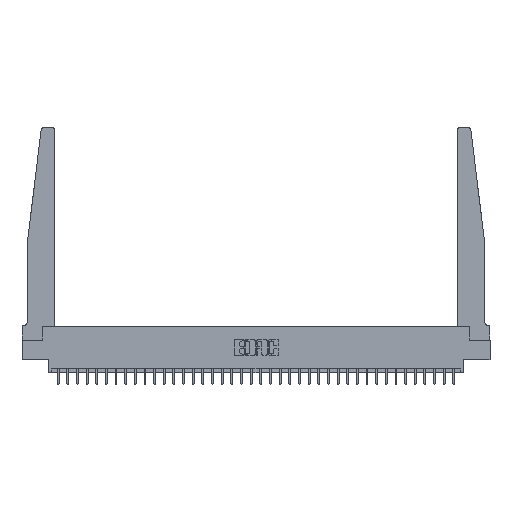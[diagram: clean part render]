
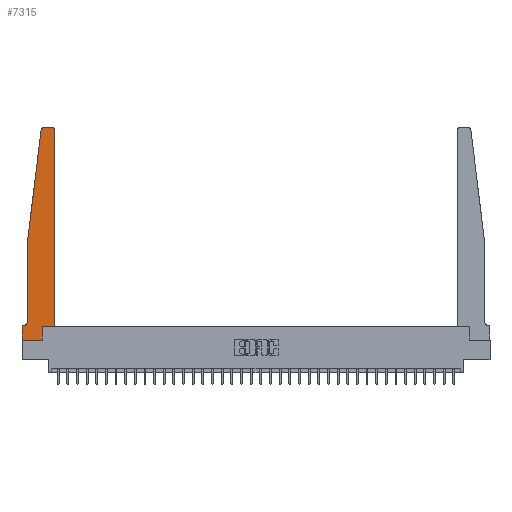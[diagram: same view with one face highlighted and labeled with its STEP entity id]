
A CAD part, top view. The second image highlights one B-rep face of the part: STEP entity #7315.
In plain terms, the highlighted planar face has unit normal (0, 0, 1).
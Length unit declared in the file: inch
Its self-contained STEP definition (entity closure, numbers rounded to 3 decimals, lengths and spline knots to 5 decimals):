
#200 = DIRECTION ( 'NONE',  ( 0., -1., 0. ) ) ;
#212 = LINE ( 'NONE', #30261, #3451 ) ;
#1210 = CARTESIAN_POINT ( 'NONE',  ( 0.065, 0.2375, 0.37 ) ) ;
#1639 = VECTOR ( 'NONE', #15267, 39.37008 ) ;
#2004 = EDGE_CURVE ( 'NONE', #29136, #11270, #28557, .T. ) ;
#2245 = CARTESIAN_POINT ( 'NONE',  ( 0.425, 2.72, 0.37 ) ) ;
#2650 = LINE ( 'NONE', #8122, #27706 ) ;
#3451 = VECTOR ( 'NONE', #200, 39.37008 ) ;
#3658 = ORIENTED_EDGE ( 'NONE', *, *, #30199, .T. ) ;
#3951 = DIRECTION ( 'NONE',  ( 0., 0., 1. ) ) ;
#3997 = LINE ( 'NONE', #30186, #1639 ) ;
#4323 = ORIENTED_EDGE ( 'NONE', *, *, #16941, .T. ) ;
#4345 = CARTESIAN_POINT ( 'NONE',  ( 0.24675, 2.72367, 0.37 ) ) ;
#4490 = EDGE_CURVE ( 'NONE', #28000, #6079, #212, .T. ) ;
#4540 = EDGE_CURVE ( 'NONE', #17970, #18141, #2650, .T. ) ;
#4811 = CARTESIAN_POINT ( 'NONE',  ( 0.395, 2.72, 0.37 ) ) ;
#5093 = VECTOR ( 'NONE', #12768, 39.37008 ) ;
#5186 = CARTESIAN_POINT ( 'NONE',  ( 0.065, 1.25, 0.37 ) ) ;
#5200 = EDGE_LOOP ( 'NONE', ( #5614, #17443, #17971, #9799, #15684, #3658, #8452, #30606, #5857, #23085, #14468, #4323 ) ) ;
#5362 = EDGE_CURVE ( 'NONE', #5492, #29136, #7352, .T. ) ;
#5492 = VERTEX_POINT ( 'NONE', #20070 ) ;
#5614 = ORIENTED_EDGE ( 'NONE', *, *, #5362, .T. ) ;
#5857 = ORIENTED_EDGE ( 'NONE', *, *, #16325, .T. ) ;
#6079 = VERTEX_POINT ( 'NONE', #1210 ) ;
#7036 = EDGE_CURVE ( 'NONE', #21518, #13303, #8432, .T. ) ;
#7315 = ADVANCED_FACE ( 'NONE', ( #25632 ), #18105, .T. ) ;
#7352 = LINE ( 'NONE', #19191, #13235 ) ;
#7369 = DIRECTION ( 'NONE',  ( 1., 0., 0. ) ) ;
#8122 = CARTESIAN_POINT ( 'NONE',  ( 0., 0., 0.37 ) ) ;
#8178 = DIRECTION ( 'NONE',  ( 0., 0., 1. ) ) ;
#8432 = LINE ( 'NONE', #14653, #21742 ) ;
#8452 = ORIENTED_EDGE ( 'NONE', *, *, #4540, .T. ) ;
#9799 = ORIENTED_EDGE ( 'NONE', *, *, #4490, .T. ) ;
#10187 = EDGE_CURVE ( 'NONE', #11270, #28000, #19194, .T. ) ;
#10579 = CARTESIAN_POINT ( 'NONE',  ( 0., 0.1875, 0.37 ) ) ;
#10854 = CARTESIAN_POINT ( 'NONE',  ( 0.425, 0.18, 0.37 ) ) ;
#11270 = VERTEX_POINT ( 'NONE', #4345 ) ;
#11598 = CARTESIAN_POINT ( 'NONE',  ( 0., 0., 0.37 ) ) ;
#11789 = DIRECTION ( 'NONE',  ( -1., 0., 0. ) ) ;
#12524 = CIRCLE ( 'NONE', #30671, 0.05 ) ;
#12597 = DIRECTION ( 'NONE',  ( 0., 0., -1. ) ) ;
#12768 = DIRECTION ( 'NONE',  ( -0.122, -0.992, 0. ) ) ;
#13235 = VECTOR ( 'NONE', #11789, 39.37008 ) ;
#13303 = VERTEX_POINT ( 'NONE', #10854 ) ;
#14468 = ORIENTED_EDGE ( 'NONE', *, *, #30682, .T. ) ;
#14619 = VERTEX_POINT ( 'NONE', #21183 ) ;
#14653 = CARTESIAN_POINT ( 'NONE',  ( 0.425, 0.18, 0.37 ) ) ;
#14808 = DIRECTION ( 'NONE',  ( 0., 1., 0. ) ) ;
#15099 = CARTESIAN_POINT ( 'NONE',  ( 0.2605, 0.18, 0.37 ) ) ;
#15267 = DIRECTION ( 'NONE',  ( 0., 1., 0. ) ) ;
#15684 = ORIENTED_EDGE ( 'NONE', *, *, #27980, .T. ) ;
#15736 = VECTOR ( 'NONE', #19730, 39.37008 ) ;
#16194 = VERTEX_POINT ( 'NONE', #27273 ) ;
#16325 = EDGE_CURVE ( 'NONE', #16194, #21518, #3997, .T. ) ;
#16535 = LINE ( 'NONE', #27059, #15736 ) ;
#16903 = AXIS2_PLACEMENT_3D ( 'NONE', #4811, #22358, #7369 ) ;
#16941 = EDGE_CURVE ( 'NONE', #32117, #5492, #31689, .T. ) ;
#17443 = ORIENTED_EDGE ( 'NONE', *, *, #2004, .T. ) ;
#17803 = VECTOR ( 'NONE', #14808, 39.37008 ) ;
#17837 = LINE ( 'NONE', #20545, #23745 ) ;
#17970 = VERTEX_POINT ( 'NONE', #18475 ) ;
#17971 = ORIENTED_EDGE ( 'NONE', *, *, #10187, .T. ) ;
#17992 = DIRECTION ( 'NONE',  ( -1., 0., 0. ) ) ;
#18105 = PLANE ( 'NONE',  #26545 ) ;
#18141 = VERTEX_POINT ( 'NONE', #11598 ) ;
#18475 = CARTESIAN_POINT ( 'NONE',  ( 0., 0.1875, 0.37 ) ) ;
#18935 = CARTESIAN_POINT ( 'NONE',  ( 0.27653, 2.72, 0.37 ) ) ;
#19112 = AXIS2_PLACEMENT_3D ( 'NONE', #18935, #3951, #21487 ) ;
#19191 = CARTESIAN_POINT ( 'NONE',  ( 0.25, 2.75, 0.37 ) ) ;
#19194 = LINE ( 'NONE', #5186, #5093 ) ;
#19730 = DIRECTION ( 'NONE',  ( 1., 0., 0. ) ) ;
#20070 = CARTESIAN_POINT ( 'NONE',  ( 0.395, 2.75, 0.37 ) ) ;
#20545 = CARTESIAN_POINT ( 'NONE',  ( 0.065, 0.1875, 0.37 ) ) ;
#20595 = DIRECTION ( 'NONE',  ( 0., -1., 0. ) ) ;
#20683 = EDGE_CURVE ( 'NONE', #18141, #16194, #16535, .T. ) ;
#21183 = CARTESIAN_POINT ( 'NONE',  ( 0.015, 0.1875, 0.37 ) ) ;
#21487 = DIRECTION ( 'NONE',  ( 1., 0., 0. ) ) ;
#21518 = VERTEX_POINT ( 'NONE', #15099 ) ;
#21742 = VECTOR ( 'NONE', #27091, 39.37008 ) ;
#22358 = DIRECTION ( 'NONE',  ( 0., 0., 1. ) ) ;
#23085 = ORIENTED_EDGE ( 'NONE', *, *, #7036, .T. ) ;
#23745 = VECTOR ( 'NONE', #17992, 39.37008 ) ;
#24488 = CARTESIAN_POINT ( 'NONE',  ( 0.27653, 2.75, 0.37 ) ) ;
#25067 = CARTESIAN_POINT ( 'NONE',  ( 0.065, 1.25, 0.37 ) ) ;
#25632 = FACE_OUTER_BOUND ( 'NONE', #5200, .T. ) ;
#25680 = DIRECTION ( 'NONE',  ( 1., 0., 0. ) ) ;
#26545 = AXIS2_PLACEMENT_3D ( 'NONE', #10579, #8178, #25680 ) ;
#27059 = CARTESIAN_POINT ( 'NONE',  ( 0., 0., 0.37 ) ) ;
#27091 = DIRECTION ( 'NONE',  ( 1., 0., 0. ) ) ;
#27273 = CARTESIAN_POINT ( 'NONE',  ( 0.2605, 0., 0.37 ) ) ;
#27542 = CARTESIAN_POINT ( 'NONE',  ( 0.015, 0.2375, 0.37 ) ) ;
#27706 = VECTOR ( 'NONE', #20595, 39.37008 ) ;
#27980 = EDGE_CURVE ( 'NONE', #6079, #14619, #12524, .T. ) ;
#28000 = VERTEX_POINT ( 'NONE', #25067 ) ;
#28557 = CIRCLE ( 'NONE', #19112, 0.03 ) ;
#29136 = VERTEX_POINT ( 'NONE', #24488 ) ;
#29749 = CARTESIAN_POINT ( 'NONE',  ( 0.425, 0.18, 0.37 ) ) ;
#30015 = DIRECTION ( 'NONE',  ( -1., 0., 0. ) ) ;
#30186 = CARTESIAN_POINT ( 'NONE',  ( 0.2605, 0.18, 0.37 ) ) ;
#30199 = EDGE_CURVE ( 'NONE', #14619, #17970, #17837, .T. ) ;
#30261 = CARTESIAN_POINT ( 'NONE',  ( 0.065, 1.25, 0.37 ) ) ;
#30606 = ORIENTED_EDGE ( 'NONE', *, *, #20683, .T. ) ;
#30671 = AXIS2_PLACEMENT_3D ( 'NONE', #27542, #12597, #30015 ) ;
#30682 = EDGE_CURVE ( 'NONE', #13303, #32117, #31083, .T. ) ;
#31083 = LINE ( 'NONE', #29749, #17803 ) ;
#31689 = CIRCLE ( 'NONE', #16903, 0.03 ) ;
#32117 = VERTEX_POINT ( 'NONE', #2245 ) ;
